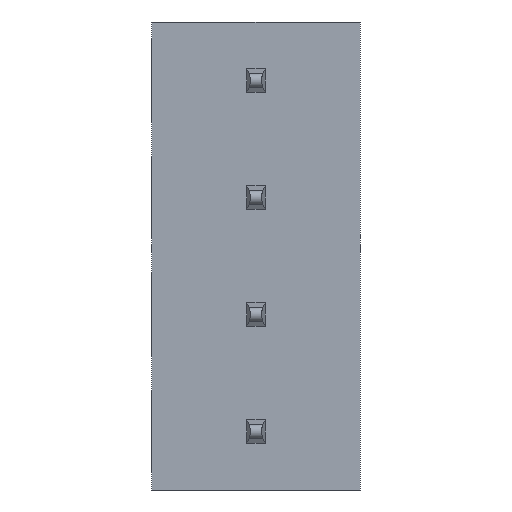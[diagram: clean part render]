
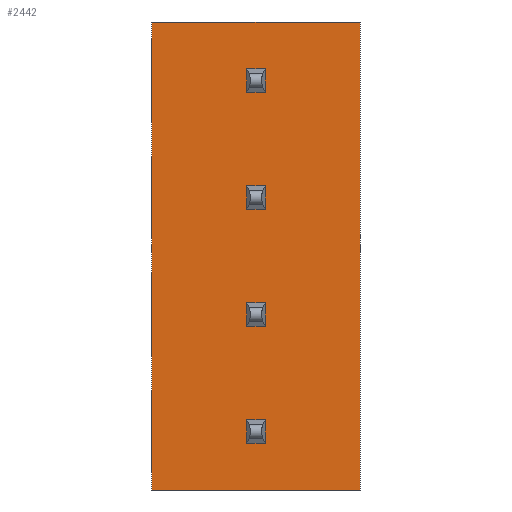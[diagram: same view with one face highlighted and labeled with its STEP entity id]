
A CAD part, front view. The second image highlights one B-rep face of the part: STEP entity #2442.
In plain terms, the highlighted planar face has unit normal (0, -1, 0).
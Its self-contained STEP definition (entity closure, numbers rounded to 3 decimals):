
#59=DIRECTION('',(-1.,0.,0.));
#60=VECTOR('',#59,8.9);
#61=CARTESIAN_POINT('',(4.45,-7.25,17.5));
#62=LINE('',#61,#60);
#124=DIRECTION('',(0.,0.,1.));
#125=VECTOR('',#124,20.);
#126=CARTESIAN_POINT('',(-4.45,-7.25,-2.5));
#127=LINE('',#126,#125);
#128=DIRECTION('',(1.,0.,0.));
#129=VECTOR('',#128,0.8);
#130=CARTESIAN_POINT('',(-0.4,-7.25,-0.5));
#131=LINE('',#130,#129);
#132=DIRECTION('',(0.,0.,1.));
#133=VECTOR('',#132,1.);
#134=CARTESIAN_POINT('',(0.4,-7.25,-0.5));
#135=LINE('',#134,#133);
#136=DIRECTION('',(1.,0.,0.));
#137=VECTOR('',#136,0.8);
#138=CARTESIAN_POINT('',(-0.4,-7.25,0.5));
#139=LINE('',#138,#137);
#140=DIRECTION('',(0.,0.,1.));
#141=VECTOR('',#140,1.);
#142=CARTESIAN_POINT('',(-0.4,-7.25,-0.5));
#143=LINE('',#142,#141);
#144=DIRECTION('',(1.,0.,0.));
#145=VECTOR('',#144,0.8);
#146=CARTESIAN_POINT('',(-0.4,-7.25,4.5));
#147=LINE('',#146,#145);
#148=DIRECTION('',(0.,0.,1.));
#149=VECTOR('',#148,1.);
#150=CARTESIAN_POINT('',(0.4,-7.25,4.5));
#151=LINE('',#150,#149);
#152=DIRECTION('',(1.,0.,0.));
#153=VECTOR('',#152,0.8);
#154=CARTESIAN_POINT('',(-0.4,-7.25,5.5));
#155=LINE('',#154,#153);
#156=DIRECTION('',(0.,0.,1.));
#157=VECTOR('',#156,1.);
#158=CARTESIAN_POINT('',(-0.4,-7.25,4.5));
#159=LINE('',#158,#157);
#160=DIRECTION('',(1.,0.,0.));
#161=VECTOR('',#160,0.8);
#162=CARTESIAN_POINT('',(-0.4,-7.25,9.5));
#163=LINE('',#162,#161);
#164=DIRECTION('',(0.,0.,1.));
#165=VECTOR('',#164,1.);
#166=CARTESIAN_POINT('',(0.4,-7.25,9.5));
#167=LINE('',#166,#165);
#168=DIRECTION('',(1.,0.,0.));
#169=VECTOR('',#168,0.8);
#170=CARTESIAN_POINT('',(-0.4,-7.25,10.5));
#171=LINE('',#170,#169);
#172=DIRECTION('',(0.,0.,1.));
#173=VECTOR('',#172,1.);
#174=CARTESIAN_POINT('',(-0.4,-7.25,9.5));
#175=LINE('',#174,#173);
#176=DIRECTION('',(1.,0.,0.));
#177=VECTOR('',#176,0.8);
#178=CARTESIAN_POINT('',(-0.4,-7.25,14.5));
#179=LINE('',#178,#177);
#180=DIRECTION('',(0.,0.,1.));
#181=VECTOR('',#180,1.);
#182=CARTESIAN_POINT('',(0.4,-7.25,14.5));
#183=LINE('',#182,#181);
#184=DIRECTION('',(1.,0.,0.));
#185=VECTOR('',#184,0.8);
#186=CARTESIAN_POINT('',(-0.4,-7.25,15.5));
#187=LINE('',#186,#185);
#188=DIRECTION('',(0.,0.,1.));
#189=VECTOR('',#188,1.);
#190=CARTESIAN_POINT('',(-0.4,-7.25,14.5));
#191=LINE('',#190,#189);
#192=DIRECTION('',(0.,0.,1.));
#193=VECTOR('',#192,20.);
#194=CARTESIAN_POINT('',(4.45,-7.25,-2.5));
#195=LINE('',#194,#193);
#277=DIRECTION('',(-1.,0.,0.));
#278=VECTOR('',#277,8.9);
#279=CARTESIAN_POINT('',(4.45,-7.25,-2.5));
#280=LINE('',#279,#278);
#1824=CARTESIAN_POINT('',(-4.45,-7.25,17.5));
#1825=VERTEX_POINT('',#1824);
#1826=CARTESIAN_POINT('',(4.45,-7.25,17.5));
#1827=VERTEX_POINT('',#1826);
#1848=CARTESIAN_POINT('',(-4.45,-7.25,-2.5));
#1849=VERTEX_POINT('',#1848);
#1850=CARTESIAN_POINT('',(4.45,-7.25,-2.5));
#1851=VERTEX_POINT('',#1850);
#1942=CARTESIAN_POINT('',(-0.4,-7.25,-0.5));
#1943=CARTESIAN_POINT('',(0.4,-7.25,-0.5));
#1944=VERTEX_POINT('',#1942);
#1945=VERTEX_POINT('',#1943);
#1946=CARTESIAN_POINT('',(-0.4,-7.25,0.5));
#1947=CARTESIAN_POINT('',(0.4,-7.25,0.5));
#1948=VERTEX_POINT('',#1946);
#1949=VERTEX_POINT('',#1947);
#2041=CARTESIAN_POINT('',(-0.4,-7.25,4.5));
#2042=CARTESIAN_POINT('',(0.4,-7.25,4.5));
#2043=VERTEX_POINT('',#2041);
#2044=VERTEX_POINT('',#2042);
#2045=CARTESIAN_POINT('',(-0.4,-7.25,5.5));
#2046=CARTESIAN_POINT('',(0.4,-7.25,5.5));
#2047=VERTEX_POINT('',#2045);
#2048=VERTEX_POINT('',#2046);
#2140=CARTESIAN_POINT('',(-0.4,-7.25,9.5));
#2141=CARTESIAN_POINT('',(0.4,-7.25,9.5));
#2142=VERTEX_POINT('',#2140);
#2143=VERTEX_POINT('',#2141);
#2144=CARTESIAN_POINT('',(-0.4,-7.25,10.5));
#2145=CARTESIAN_POINT('',(0.4,-7.25,10.5));
#2146=VERTEX_POINT('',#2144);
#2147=VERTEX_POINT('',#2145);
#2239=CARTESIAN_POINT('',(-0.4,-7.25,14.5));
#2240=CARTESIAN_POINT('',(0.4,-7.25,14.5));
#2241=VERTEX_POINT('',#2239);
#2242=VERTEX_POINT('',#2240);
#2243=CARTESIAN_POINT('',(-0.4,-7.25,15.5));
#2244=CARTESIAN_POINT('',(0.4,-7.25,15.5));
#2245=VERTEX_POINT('',#2243);
#2246=VERTEX_POINT('',#2244);
#2389=CARTESIAN_POINT('',(-4.45,-7.25,17.5));
#2390=DIRECTION('',(0.,-1.,0.));
#2391=DIRECTION('',(1.,0.,0.));
#2392=AXIS2_PLACEMENT_3D('',#2389,#2390,#2391);
#2393=PLANE('',#2392);
#2394=ORIENTED_EDGE('',*,*,#2281,.F.);
#2396=ORIENTED_EDGE('',*,*,#2395,.F.);
#2398=ORIENTED_EDGE('',*,*,#2397,.T.);
#2399=ORIENTED_EDGE('',*,*,#2341,.T.);
#2400=EDGE_LOOP('',(#2394,#2396,#2398,#2399));
#2401=FACE_OUTER_BOUND('',#2400,.F.);
#2403=ORIENTED_EDGE('',*,*,#2402,.T.);
#2405=ORIENTED_EDGE('',*,*,#2404,.T.);
#2407=ORIENTED_EDGE('',*,*,#2406,.F.);
#2409=ORIENTED_EDGE('',*,*,#2408,.F.);
#2410=EDGE_LOOP('',(#2403,#2405,#2407,#2409));
#2411=FACE_BOUND('',#2410,.F.);
#2413=ORIENTED_EDGE('',*,*,#2412,.T.);
#2415=ORIENTED_EDGE('',*,*,#2414,.T.);
#2417=ORIENTED_EDGE('',*,*,#2416,.F.);
#2419=ORIENTED_EDGE('',*,*,#2418,.F.);
#2420=EDGE_LOOP('',(#2413,#2415,#2417,#2419));
#2421=FACE_BOUND('',#2420,.F.);
#2423=ORIENTED_EDGE('',*,*,#2422,.T.);
#2425=ORIENTED_EDGE('',*,*,#2424,.T.);
#2427=ORIENTED_EDGE('',*,*,#2426,.F.);
#2429=ORIENTED_EDGE('',*,*,#2428,.F.);
#2430=EDGE_LOOP('',(#2423,#2425,#2427,#2429));
#2431=FACE_BOUND('',#2430,.F.);
#2433=ORIENTED_EDGE('',*,*,#2432,.T.);
#2435=ORIENTED_EDGE('',*,*,#2434,.T.);
#2437=ORIENTED_EDGE('',*,*,#2436,.F.);
#2439=ORIENTED_EDGE('',*,*,#2438,.F.);
#2440=EDGE_LOOP('',(#2433,#2435,#2437,#2439));
#2441=FACE_BOUND('',#2440,.F.);
#2281=EDGE_CURVE('',#1827,#1825,#62,.T.);
#2341=EDGE_CURVE('',#1849,#1825,#127,.T.);
#2395=EDGE_CURVE('',#1851,#1827,#195,.T.);
#2397=EDGE_CURVE('',#1851,#1849,#280,.T.);
#2402=EDGE_CURVE('',#1944,#1945,#131,.T.);
#2404=EDGE_CURVE('',#1945,#1949,#135,.T.);
#2406=EDGE_CURVE('',#1948,#1949,#139,.T.);
#2408=EDGE_CURVE('',#1944,#1948,#143,.T.);
#2412=EDGE_CURVE('',#2043,#2044,#147,.T.);
#2414=EDGE_CURVE('',#2044,#2048,#151,.T.);
#2416=EDGE_CURVE('',#2047,#2048,#155,.T.);
#2418=EDGE_CURVE('',#2043,#2047,#159,.T.);
#2422=EDGE_CURVE('',#2142,#2143,#163,.T.);
#2424=EDGE_CURVE('',#2143,#2147,#167,.T.);
#2426=EDGE_CURVE('',#2146,#2147,#171,.T.);
#2428=EDGE_CURVE('',#2142,#2146,#175,.T.);
#2432=EDGE_CURVE('',#2241,#2242,#179,.T.);
#2434=EDGE_CURVE('',#2242,#2246,#183,.T.);
#2436=EDGE_CURVE('',#2245,#2246,#187,.T.);
#2438=EDGE_CURVE('',#2241,#2245,#191,.T.);
#2442=ADVANCED_FACE('',(#2401,#2411,#2421,#2431,#2441),#2393,.T.);
